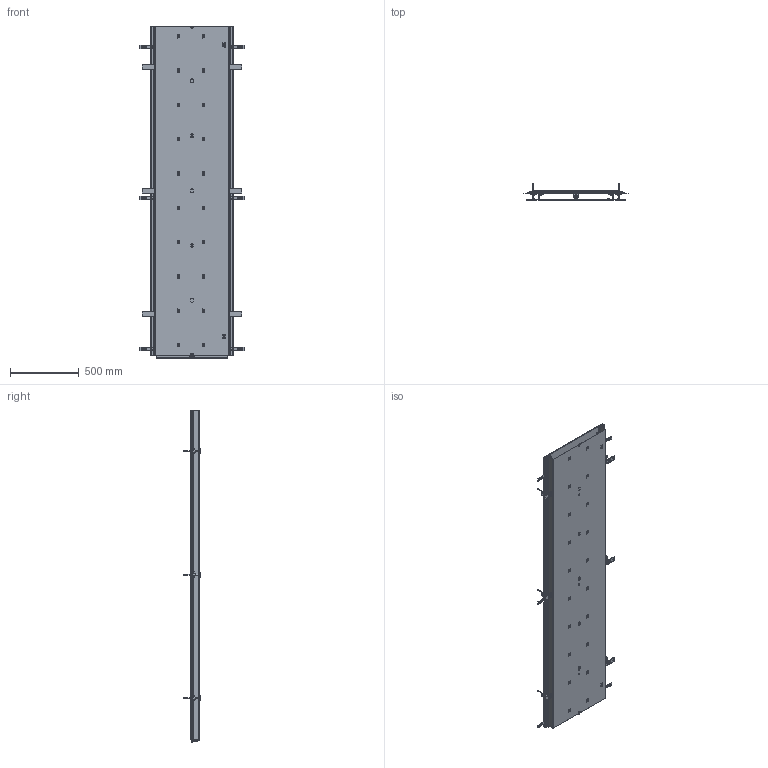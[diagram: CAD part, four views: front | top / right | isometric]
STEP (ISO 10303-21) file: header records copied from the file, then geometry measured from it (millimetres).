
FILE_DESCRIPTION (( 'STEP AP214' ), '1' );
FILE_NAME ('7424488.stp', '2022-03-23T13:57:01', ( '' ), ( '' ), 'SwSTEP 2.0', 'SolidWorks 2020', '' );
FILE_SCHEMA (( 'AUTOMOTIVE_DESIGN' ));
Length unit declared in the file: millimetre
Products named in the file (61): 001232_Standard; 43172B_Standard; 001133_Standard; 001701_Nivellierst》ze 110; 32899A_Standard; 001236_Standard; 40737C_Standard; 35083B_Standard; 35010053_Standard; 001134_Standard; 32938BV_Standard; 43927A_600 - 60-50; 35104457_Standard; 32812b_L=2000; 35104201_Standard; 35104333_Standard; 40731B_Standard; 43935A_Standard; 43931C_Standard; 108251_110 mm l„nge; 7424488; 001131_Standard; 43938B_39401086; 007681_Standard; 43423G_Standard; 001132_Standard; P_30700584_4_Standard; 43933B_Standard; 43933A_Standard
Assembly tree (206 placements, depth 4):
  7424488
    43927A_600 - 60-50
    43423G_Standard  x2
    32812b_L=2000  x2
    40737C_Standard
      43931C_Standard
      P_30700584_4_Standard
    001236_Standard
      001701_Nivellierst》ze 110
        001133_Standard
        108251_110 mm l„nge
        001134_Standard
      001232_Standard
        001131_Standard
        35104201_Standard  x2
        001132_Standard
    32899A_Standard
      43935A_Standard
    32938BV_Standard
      43933A_Standard
      43933B_Standard
      007681_Standard
      35010053_Standard  x2
    40731B_Standard
      43938B_39401086
      43172B_Standard  x8
      35104333_Standard  x8
      35083B_Standard
    40731B_Standard
      43938B_39401086
      43172B_Standard  x8
      35104333_Standard  x8
      35083B_Standard
    40731B_Standard
      43938B_39401086
      43172B_Standard  x8
      35104333_Standard  x8
      35083B_Standard
    35104457_Standard  x18
    32899A_Standard
      43935A_Standard
    001236_Standard
      001701_Nivellierst》ze 110
        001133_Standard
        108251_110 mm l„nge
        001134_Standard
      001232_Standard
        001131_Standard
        35104201_Standard  x2
        001132_Standard
    32899A_Standard
      43935A_Standard
    32899A_Standard
      43935A_Standard
    32899A_Standard
      43935A_Standard
    32899A_Standard
      43935A_Standard
    32938BV_Standard
      43933A_Standard
Bounding box: 758.23 x 118 x 2419.65 mm (x, y, z)
Volume: 9938149.2 mm3; surface area: 8920080.8 mm2
Topology: 167 solids, 167 shells, 5531 faces, 13884 edges, 8752 vertices
Faces by surface type: plane 3653, cylinder 1074, bspline 546, cone 198, torus 60
Full cylindrical faces by diameter (mm): 3.48 x18, 3.5 x24, 3.6 x12, 4 x21, 4.8 x24, 5 x18, 5.8 x24, 6 x24, 6.55 x6, 6.8 x12, 7.1 x24, 8 x27, 8.3 x6, 9 x6, 10 x18, 14.5 x6
Entity records: 66196 total; most frequent: CARTESIAN_POINT 19469, ORIENTED_EDGE 9376, DIRECTION 7959, EDGE_CURVE 4688, VECTOR 3157, LINE 3157, VERTEX_POINT 2871, AXIS2_PLACEMENT_3D 2401
